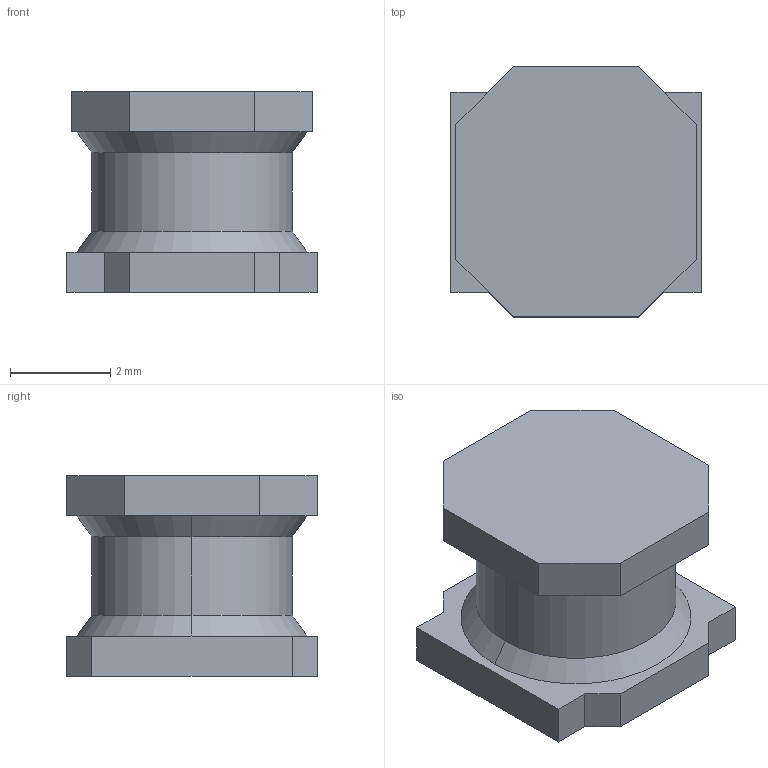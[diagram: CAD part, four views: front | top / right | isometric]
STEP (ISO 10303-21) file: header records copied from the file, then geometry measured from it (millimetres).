
FILE_DESCRIPTION (( 'STEP AP214' ), '1' );
FILE_NAME ('SRN5040.STEP', '2018-02-26T22:14:04', ( '' ), ( '' ), 'SwSTEP 2.0', 'SolidWorks 2018', '' );
FILE_SCHEMA (( 'AUTOMOTIVE_DESIGN' ));
Length unit declared in the file: millimetre
Products named in the file (1): SRN5040
Bounding box: 5 x 5 x 4 mm (x, y, z)
Volume: 67.3 mm3; surface area: 117.6 mm2
Topology: 1 solids, 1 shells, 30 faces, 74 edges, 48 vertices
Faces by surface type: plane 24, cone 4, cylinder 2
Entity records: 908 total; most frequent: CARTESIAN_POINT 153, ORIENTED_EDGE 148, DIRECTION 144, EDGE_CURVE 74, LINE 66, VECTOR 66, VERTEX_POINT 48, AXIS2_PLACEMENT_3D 39
